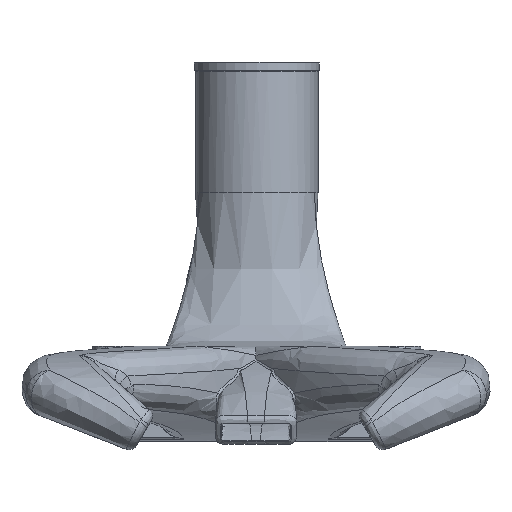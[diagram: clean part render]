
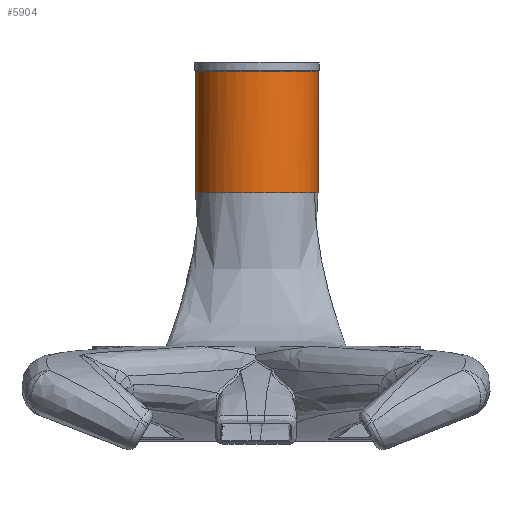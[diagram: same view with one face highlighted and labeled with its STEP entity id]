
A CAD part, front view. The second image highlights one B-rep face of the part: STEP entity #5904.
In plain terms, the highlighted cylindrical face has radius 7.5 mm (diameter 15 mm), a full revolution.
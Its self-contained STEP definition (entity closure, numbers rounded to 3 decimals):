
#646=FACE_OUTER_BOUND('',#996,.T.);
#996=EDGE_LOOP('',(#5414,#5415,#5416,#5417,#5418,#5419,#5420,#5421,#5422));
#1028=CIRCLE('',#6014,7.5);
#1029=CIRCLE('',#6015,7.5);
#1157=CIRCLE('',#6228,7.5);
#1162=CIRCLE('',#6237,7.5);
#1163=CIRCLE('',#6238,7.5);
#1164=CIRCLE('',#6241,7.5);
#1165=CIRCLE('',#6242,7.5);
#1912=LINE('',#36814,#2062);
#2062=VECTOR('',#7010,7.5);
#2287=VERTEX_POINT('',#11927);
#2288=VERTEX_POINT('',#11932);
#2289=VERTEX_POINT('',#11934);
#2654=VERTEX_POINT('',#36705);
#2655=VERTEX_POINT('',#36710);
#2664=VERTEX_POINT('',#36807);
#2665=VERTEX_POINT('',#36809);
#2962=EDGE_CURVE('',#2288,#2287,#1028,.F.);
#2963=EDGE_CURVE('',#2289,#2288,#1029,.F.);
#3583=EDGE_CURVE('',#2655,#2654,#1157,.T.);
#3596=EDGE_CURVE('',#2664,#2665,#1162,.T.);
#3597=EDGE_CURVE('',#2665,#2664,#1163,.T.);
#3598=EDGE_CURVE('',#2665,#2288,#1912,.T.);
#3599=EDGE_CURVE('',#2287,#2655,#1164,.T.);
#3600=EDGE_CURVE('',#2654,#2289,#1165,.T.);
#5414=ORIENTED_EDGE('',*,*,#3597,.F.);
#5415=ORIENTED_EDGE('',*,*,#3598,.T.);
#5416=ORIENTED_EDGE('',*,*,#2962,.T.);
#5417=ORIENTED_EDGE('',*,*,#3599,.T.);
#5418=ORIENTED_EDGE('',*,*,#3583,.T.);
#5419=ORIENTED_EDGE('',*,*,#3600,.T.);
#5420=ORIENTED_EDGE('',*,*,#2963,.T.);
#5421=ORIENTED_EDGE('',*,*,#3598,.F.);
#5422=ORIENTED_EDGE('',*,*,#3596,.F.);
#5578=CYLINDRICAL_SURFACE('',#6240,7.5);
#5904=ADVANCED_FACE('',(#646),#5578,.T.);
#6014=AXIS2_PLACEMENT_3D('',#11933,#6484,#6485);
#6015=AXIS2_PLACEMENT_3D('',#11935,#6486,#6487);
#6228=AXIS2_PLACEMENT_3D('',#36711,#6981,#6982);
#6237=AXIS2_PLACEMENT_3D('',#36810,#7002,#7003);
#6238=AXIS2_PLACEMENT_3D('',#36811,#7004,#7005);
#6240=AXIS2_PLACEMENT_3D('',#36813,#7008,#7009);
#6241=AXIS2_PLACEMENT_3D('',#36815,#7011,#7012);
#6242=AXIS2_PLACEMENT_3D('',#36816,#7013,#7014);
#6484=DIRECTION('center_axis',(0.,0.,-1.));
#6485=DIRECTION('ref_axis',(-0.941,0.338,0.));
#6486=DIRECTION('center_axis',(0.,0.,-1.));
#6487=DIRECTION('ref_axis',(-0.941,0.338,0.));
#6981=DIRECTION('center_axis',(0.,0.,1.));
#6982=DIRECTION('ref_axis',(1.,0.,0.));
#7002=DIRECTION('center_axis',(0.,0.,1.));
#7003=DIRECTION('ref_axis',(-1.,0.,0.));
#7004=DIRECTION('center_axis',(0.,0.,1.));
#7005=DIRECTION('ref_axis',(-1.,0.,0.));
#7008=DIRECTION('center_axis',(0.,0.,1.));
#7009=DIRECTION('ref_axis',(1.,0.,0.));
#7010=DIRECTION('',(0.,0.,-1.));
#7011=DIRECTION('center_axis',(0.,0.,1.));
#7012=DIRECTION('ref_axis',(1.,0.,0.));
#7013=DIRECTION('center_axis',(0.,0.,1.));
#7014=DIRECTION('ref_axis',(1.,0.,0.));
#11927=CARTESIAN_POINT('',(-21.861,14.513,26.462));
#11932=CARTESIAN_POINT('',(-22.303,17.05,26.462));
#11933=CARTESIAN_POINT('Origin',(-14.803,17.05,26.462));
#11934=CARTESIAN_POINT('',(-21.861,19.586,26.462));
#11935=CARTESIAN_POINT('Origin',(-14.803,17.05,26.462));
#36705=CARTESIAN_POINT('',(-7.745,19.586,26.462));
#36710=CARTESIAN_POINT('',(-7.745,14.513,26.462));
#36711=CARTESIAN_POINT('Origin',(-14.803,17.05,26.462));
#36807=CARTESIAN_POINT('',(-7.303,17.05,41.362));
#36809=CARTESIAN_POINT('',(-22.303,17.05,41.362));
#36810=CARTESIAN_POINT('Origin',(-14.803,17.05,41.362));
#36811=CARTESIAN_POINT('Origin',(-14.803,17.05,41.362));
#36813=CARTESIAN_POINT('Origin',(-14.803,17.05,26.462));
#36814=CARTESIAN_POINT('',(-22.303,17.05,26.462));
#36815=CARTESIAN_POINT('Origin',(-14.803,17.05,26.462));
#36816=CARTESIAN_POINT('Origin',(-14.803,17.05,26.462));
